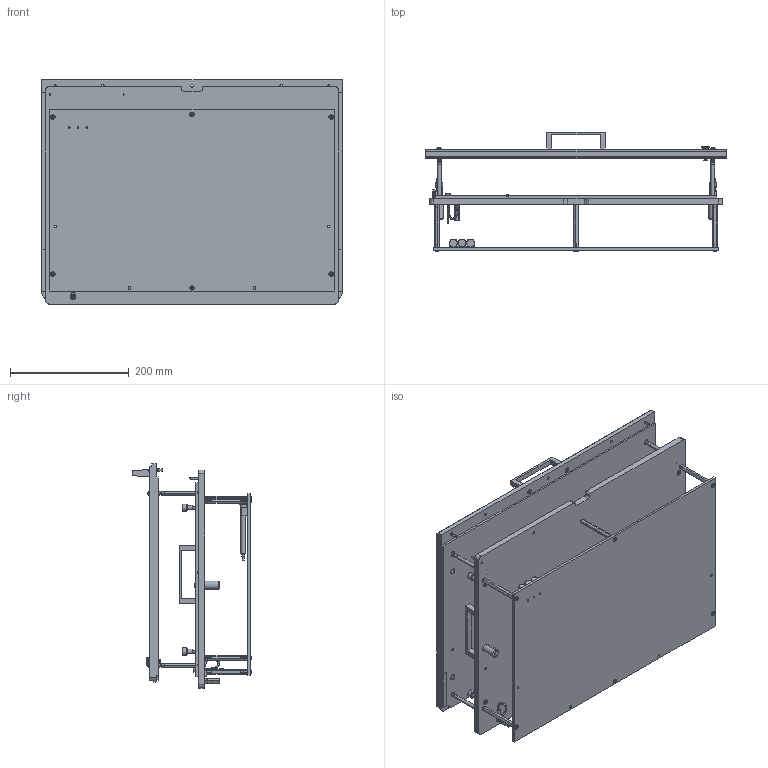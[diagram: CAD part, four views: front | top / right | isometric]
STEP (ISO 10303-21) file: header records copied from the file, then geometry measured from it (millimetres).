
FILE_DESCRIPTION (( 'STEP AP203' ), '1' );
FILE_NAME ('INGUN_46254-KIT.STEP', '2023-07-27T09:35:14', ( '' ), ( '' ), 'SwSTEP 2.0', 'SolidWorks 2021', '' );
FILE_SCHEMA (( 'CONFIG_CONTROL_DESIGN' ));
Length unit declared in the file: millimetre
Products named in the file (46): 41899~3_flexiebel GKS auf AH <S>; 19141~0_S; 41367~6_S; DIN7991~n_M03,0x006; 48840~2_f〉 46253 <S>; SKB-II~skii_M4,0x73 St; 2196~6; 3699~0; 14846~0_f〉 46253 <S>; 41369~1_S; Gewindebuchse~n_M04-09,5 offen; 45880~4_S; 46010~4_f〉 ESD schwarz<S>; DIN6325~n_03,0m6x024; 1607~1; 45876~3; ISO7380~n_M04,0x012; 3917~3_M 3 A; DIN912~n_M04,0x016; 45875~3_S; 46252~1_S; 46010~4_f〉 ESD schwarz<Standard>; 53731~0; DIN934~n_M03,0; 113166~0_S; DIN7979~n_04,0m6x020M3; 43627~0_Hub 22,5mm<Standard>; 5015~0; KS-113-Master__ADA~ks_KS-113 23; Gewindebuchse~n_M05-03,9 offen; 46253~2_ICT Stellung (kontaktiert)  <S>; SKB-II~skii_M4,0x25 St; GKS-114-0015__ADA~gks_Hub = 16,0 AH<S>; 48213~0_S; DIN7991~n_M03,0x020; INGUN_46254-KIT; ISO7380~n_M04,0x020; 46025~2_S; ISO7380~n_M03,0x006; 9286~0 ...
Assembly tree (96 placements, depth 5):
  INGUN_46254-KIT
    46253~2_ICT Stellung (kontaktiert)  <S>
      41899~3_flexiebel GKS auf AH <S>
        KS-113-Master__ADA~ks_KS-113 23
        GKS-114-0015__ADA~gks_Hub = 16,0 AH<S>
        53731~0
        3917~3_M 3 A
      46252~1_S
        46010~4_f〉 ESD schwarz<S>
          46010~4_f〉 ESD schwarz<Standard>
          Gewindebuchse~n_M04-09,5 offen  x4
      45875~3_S
        45875~3_S
        Gewindebuchse~n_M05-03,9 offen  x3
      45876~3
      43627~0_Hub 22,5mm<Standard>  x6
      2196~6  x2
      2229~6  x2
      46869~0_S  x4
      1607~1  x2
      48840~2_f〉 46253 <S>
        19141~0_S
        14846~0_f〉 46253 <S>
      5015~0
      113166~0_S
        3699~0
      SKB-II~skii_M4,0x73 St  x6
      SKB-II~skii_M4,0x25 St
      41367~6_S  x3
      ISO7380~n_M04,0x012  x13
      ISO7380~n_M04,0x010  x4
      DIN6325~n_03,0m6x016
      DIN6325~n_03,0m6x024
      DIN7991~n_M03,0x006  x3
    46025~2_S
      47906~1_flexibel <Default>
        41369~1_S  x4
        5015~0
        DIN7979~n_04,0m6x020M3  x2
        1607~1
        48213~0_S
        9286~0
        ISO7380~n_M04,0x020  x4
        DIN7991~n_M03,0x020
        DIN934~n_M03,0
        ISO7380~n_M03,0x006  x2
        DIN912~n_M04,0x016  x2
      45880~4_S
Bounding box: 506 x 200.45 x 377 mm (x, y, z)
Volume: 5800283.7 mm3; surface area: 1475828.5 mm2
Topology: 90 solids, 90 shells, 3019 faces, 7085 edges, 4563 vertices
Faces by surface type: plane 1368, cylinder 1133, cone 368, torus 122, sphere 16, bspline 12
Entity records: 46075 total; most frequent: CARTESIAN_POINT 9011, DIRECTION 7027, ORIENTED_EDGE 5934, EDGE_CURVE 2967, AXIS2_PLACEMENT_3D 2792, VERTEX_POINT 1930, EDGE_LOOP 1559, LINE 1443
